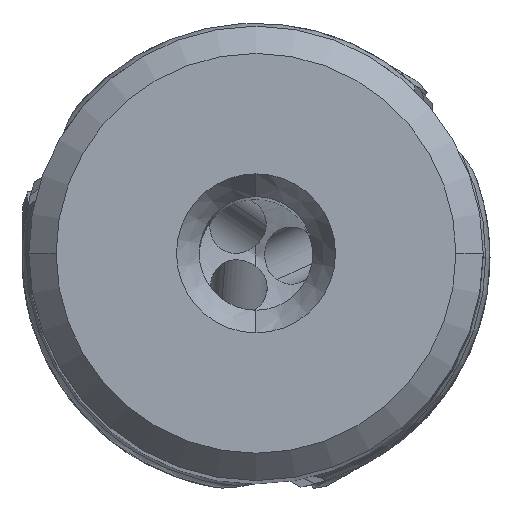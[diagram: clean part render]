
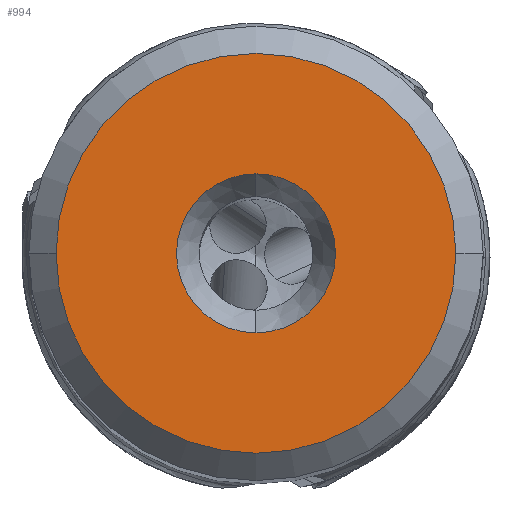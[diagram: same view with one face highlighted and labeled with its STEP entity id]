
A CAD part, top view. The second image highlights one B-rep face of the part: STEP entity #994.
In plain terms, the highlighted planar face has unit normal (0, 0, 1).
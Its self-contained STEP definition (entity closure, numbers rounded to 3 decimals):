
#170=FACE_BOUND('',#1780,.T.);
#171=FACE_BOUND('',#1781,.T.);
#222=PLANE('',#6302);
#994=ADVANCED_FACE('',(#170,#171),#222,.T.);
#1780=EDGE_LOOP('',(#2961,#2962,#2963));
#1781=EDGE_LOOP('',(#2964,#2965));
#2077=CIRCLE('',#6296,3.5);
#2078=CIRCLE('',#6298,8.8);
#2079=CIRCLE('',#6299,8.8);
#2080=CIRCLE('',#6300,8.8);
#2081=CIRCLE('',#6301,3.5);
#2961=ORIENTED_EDGE('',*,*,#5138,.F.);
#2962=ORIENTED_EDGE('',*,*,#5139,.F.);
#2963=ORIENTED_EDGE('',*,*,#5140,.F.);
#2964=ORIENTED_EDGE('',*,*,#5137,.F.);
#2965=ORIENTED_EDGE('',*,*,#5141,.F.);
#4442=VERTEX_POINT('',#11685);
#4443=VERTEX_POINT('',#11687);
#4444=VERTEX_POINT('',#11691);
#4445=VERTEX_POINT('',#11692);
#4446=VERTEX_POINT('',#11694);
#5137=EDGE_CURVE('',#4443,#4442,#2077,.T.);
#5138=EDGE_CURVE('',#4444,#4445,#2078,.T.);
#5139=EDGE_CURVE('',#4446,#4444,#2079,.T.);
#5140=EDGE_CURVE('',#4445,#4446,#2080,.T.);
#5141=EDGE_CURVE('',#4442,#4443,#2081,.T.);
#6296=AXIS2_PLACEMENT_3D('',#11688,#7269,#7270);
#6298=AXIS2_PLACEMENT_3D('',#11690,#7273,#7274);
#6299=AXIS2_PLACEMENT_3D('',#11693,#7275,#7276);
#6300=AXIS2_PLACEMENT_3D('',#11695,#7277,#7278);
#6301=AXIS2_PLACEMENT_3D('',#11696,#7279,#7280);
#6302=AXIS2_PLACEMENT_3D('',#11697,#7281,#7282);
#7269=DIRECTION('',(0.,0.,1.));
#7270=DIRECTION('',(0.,1.,0.));
#7273=DIRECTION('',(0.,0.,-1.));
#7274=DIRECTION('',(-1.,0.,0.));
#7275=DIRECTION('',(0.,0.,-1.));
#7276=DIRECTION('',(0.,-1.,0.));
#7277=DIRECTION('',(0.,0.,-1.));
#7278=DIRECTION('',(1.,0.,0.));
#7279=DIRECTION('',(0.,0.,1.));
#7280=DIRECTION('',(0.,-1.,0.));
#7281=DIRECTION('',(0.,0.,1.));
#7282=DIRECTION('',(-1.,0.,0.));
#11685=CARTESIAN_POINT('',(0.,-3.5,0.));
#11687=CARTESIAN_POINT('',(0.,3.5,0.));
#11688=CARTESIAN_POINT('',(0.,0.,0.));
#11690=CARTESIAN_POINT('',(0.,0.,0.));
#11691=CARTESIAN_POINT('',(-8.8,0.,0.));
#11692=CARTESIAN_POINT('',(8.8,0.,0.));
#11693=CARTESIAN_POINT('',(0.,0.,0.));
#11694=CARTESIAN_POINT('',(0.,-8.8,0.));
#11695=CARTESIAN_POINT('',(0.,0.,0.));
#11696=CARTESIAN_POINT('',(0.,0.,0.));
#11697=CARTESIAN_POINT('',(0.,0.001,0.));
